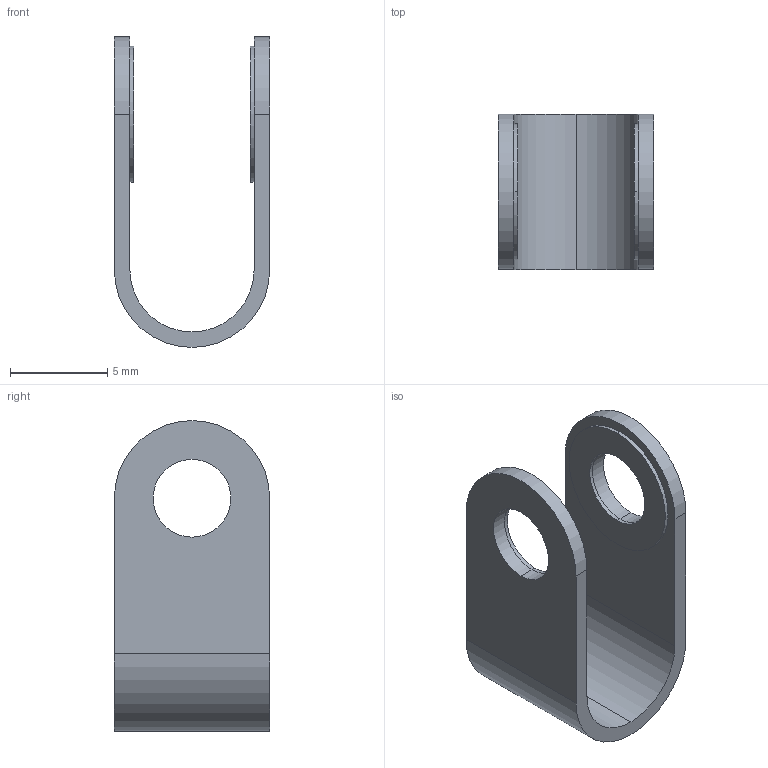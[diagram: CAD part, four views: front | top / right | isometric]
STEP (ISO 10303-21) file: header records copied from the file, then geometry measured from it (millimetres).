
FILE_DESCRIPTION (( 'STEP AP203' ), '1' );
FILE_NAME ('2914-0002-0001 assembly.STEP', '2018-11-28T17:59:20', ( '' ), ( '' ), 'SwSTEP 2.0', 'SolidWorks 2016', '' );
FILE_SCHEMA (( 'CONFIG_CONTROL_DESIGN' ));
Length unit declared in the file: millimetre
Products named in the file (3): 2914-0002-0001; 2914-0002-0001 assembly; 2807-0407-0200 for string loom
Assembly tree (3 placements, depth 2):
  2914-0002-0001 assembly
    2914-0002-0001
    2807-0407-0200 for string loom  x2
Bounding box: 8 x 8 x 16 mm (x, y, z)
Volume: 205.3 mm3; surface area: 688.6 mm2
Topology: 3 solids, 3 shells, 28 faces, 66 edges, 44 vertices
Faces by surface type: cylinder 18, plane 10
Entity records: 1015 total; most frequent: DIRECTION 138, CARTESIAN_POINT 118, ORIENTED_EDGE 108, AXIS2_PLACEMENT_3D 56, EDGE_CURVE 54, VERTEX_POINT 36, EDGE_LOOP 28, CIRCLE 28
